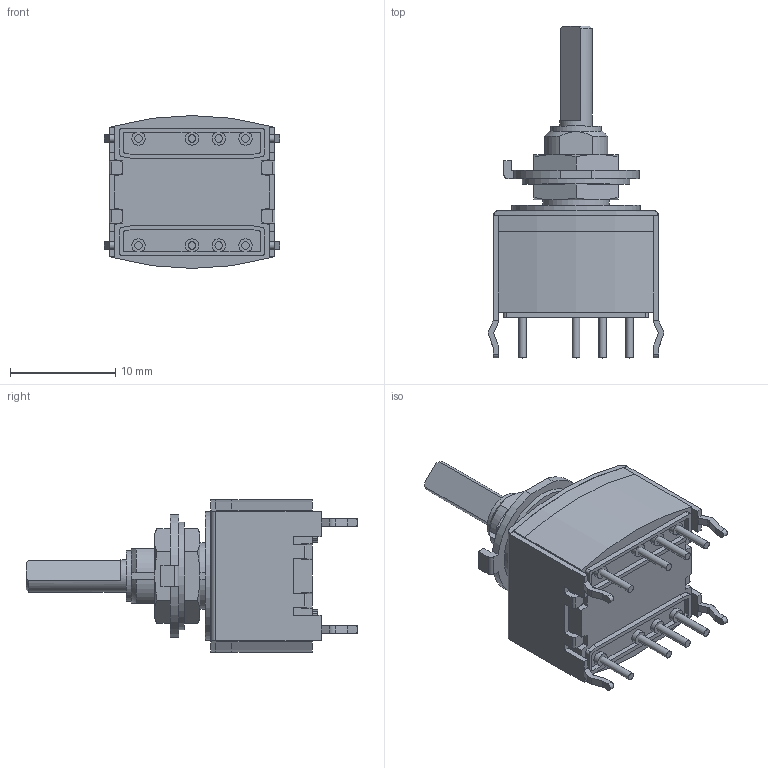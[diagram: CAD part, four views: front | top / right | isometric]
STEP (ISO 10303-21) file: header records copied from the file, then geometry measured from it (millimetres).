
FILE_DESCRIPTION( ( 'STEP AP214' ), '1' );
FILE_NAME( 'MRB24B.stp', '2021-04-25T21:00:25', ( 'License CC BY-ND 4.0' ), ( 'CADENAS' ), ' ', 'PARTsolutions', ' ' );
FILE_SCHEMA( ( 'AUTOMOTIVE_DESIGN { 1 0 10303 214 1 1 1 1 }' ) );
Length unit declared in the file: inch
Products named in the file (9): MRB24B; _MRB-B-H; _MRB-B-TOP_H; _MRB-MRB-B; _MRB-SHAFT; _AT513M-MRB; _AT509-MRB; _AT545; _MRB24B-terminals
Assembly tree (9 placements, depth 2):
  MRB24B
    _MRB-B-H
    _MRB-B-TOP_H
    _MRB-MRB-B
    _MRB-SHAFT
    _AT513M-MRB  x2
    _AT509-MRB
    _AT545
    _MRB24B-terminals
Bounding box: 16.64 x 31.52 x 14.5 mm (x, y, z)
Volume: 2640.3 mm3; surface area: 3538.9 mm2
Topology: 9 solids, 9 shells, 335 faces, 913 edges, 603 vertices
Faces by surface type: plane 219, cylinder 98, cone 18
Full cylindrical faces by diameter (mm): 0.711 x8, 3.099 x1, 4.781 x1, 4.917 x2, 10.211 x1, 12.179 x1, 12.192 x1
Entity records: 12679 total; most frequent: CARTESIAN_POINT 1837, ORIENTED_EDGE 1696, DIRECTION 1695, EDGE_CURVE 848, LINE 613, VECTOR 613, VERTEX_POINT 569, AXIS2_PLACEMENT_3D 541
